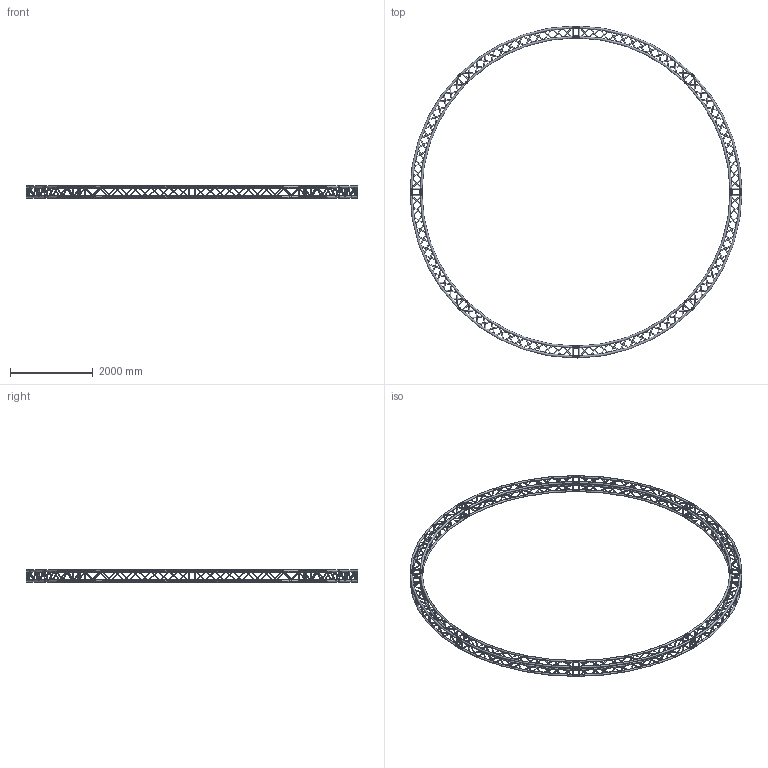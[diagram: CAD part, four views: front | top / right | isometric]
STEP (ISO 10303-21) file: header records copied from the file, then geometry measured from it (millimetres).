
FILE_DESCRIPTION(/* description */ (''),/* implementation_level */ '2;1');
FILE_NAME(/* name */ 'SQ-C8-45.stp',/* time_stamp */ '2021-03-01T21:37:39-08:00',/* author */ ('TheDanny'),/* organization */ (''),/* preprocessor_version */ 'ST-DEVELOPER v18.1',/* originating_system */ 'Autodesk Inventor 2021',/* authorisation */ '');
FILE_SCHEMA (('AUTOMOTIVE_DESIGN { 1 0 10303 214 3 1 1 }'));
Products named in the file (545): SQ-C8-45; SQ-C8-451; SQ-C8-452; SQ-C8-453; SQ-C8-454; SQ-C8-455; SQ-C8-456; SQ-C8-457; SQ-C8-458; SQ-C8-459; SQ-C8-4510; SQ-C8-4511; SQ-C8-4512; SQ-C8-4513; SQ-C8-4514; SQ-C8-4515; SQ-C8-4516; SQ-C8-4517; SQ-C8-4518; SQ-C8-4519; SQ-C8-4520; SQ-C8-4521; SQ-C8-4522; SQ-C8-4523; SQ-C8-4524; SQ-C8-4525; SQ-C8-4526; SQ-C8-4527; SQ-C8-4528; SQ-C8-4529; SQ-C8-4530; SQ-C8-4531; SQ-C8-4532; SQ-C8-4533; SQ-C8-4534; SQ-C8-4535; SQ-C8-4536; SQ-C8-4537; SQ-C8-4538; SQ-C8-4539 ...
Assembly tree (544 placements, depth 2):
  SQ-C8-45
    SQ-C8-451
    SQ-C8-452
    SQ-C8-453
    SQ-C8-454
    SQ-C8-455
    SQ-C8-456
    SQ-C8-457
    SQ-C8-458
    SQ-C8-459
    SQ-C8-4510
    SQ-C8-4511
    SQ-C8-4512
    SQ-C8-4513
    SQ-C8-4514
    SQ-C8-4515
    SQ-C8-4516
    SQ-C8-4517
    SQ-C8-4518
    SQ-C8-4519
    SQ-C8-4520
    SQ-C8-4521
    SQ-C8-4522
    SQ-C8-4523
    SQ-C8-4524
    SQ-C8-4525
    SQ-C8-4526
    SQ-C8-4527
    SQ-C8-4528
    SQ-C8-4529
    SQ-C8-4530
    SQ-C8-4531
    SQ-C8-4532
    SQ-C8-4533
    SQ-C8-4534
    SQ-C8-4535
    SQ-C8-4536
    SQ-C8-4537
    SQ-C8-4538
    SQ-C8-4539
    SQ-C8-4540
    SQ-C8-4541
    SQ-C8-4542
    SQ-C8-4543
    SQ-C8-4544
    SQ-C8-4545
    SQ-C8-4546
    SQ-C8-4547
    SQ-C8-4548
    SQ-C8-4549
    SQ-C8-4550
    SQ-C8-4551
    SQ-C8-4552
    SQ-C8-4553
    SQ-C8-4554
    SQ-C8-4555
    SQ-C8-4556
    SQ-C8-4557
    SQ-C8-4558
    SQ-C8-4559
Bounding box: 7999.95 x 7999.95 x 289.95 mm (x, y, z)
Volume: 46773906.9 mm3; surface area: 42914402.5 mm2
Topology: 544 solids, 544 shells, 2944 faces, 8512 edges, 6528 vertices
Faces by surface type: torus 1216, cylinder 1088, cone 448, plane 192
Full cylindrical faces by diameter (mm): 16 x448, 20 x448, 30.3 x64, 45.8 x64, 50 x64
Entity records: 235811 total; most frequent: CARTESIAN_POINT 139969, ORIENTED_EDGE 17024, DIRECTION 14466, EDGE_CURVE 8512, VERTEX_POINT 6528, AXIS2_PLACEMENT_3D 6401, B_SPLINE_CURVE_WITH_KNOTS 4480, EDGE_LOOP 4160
